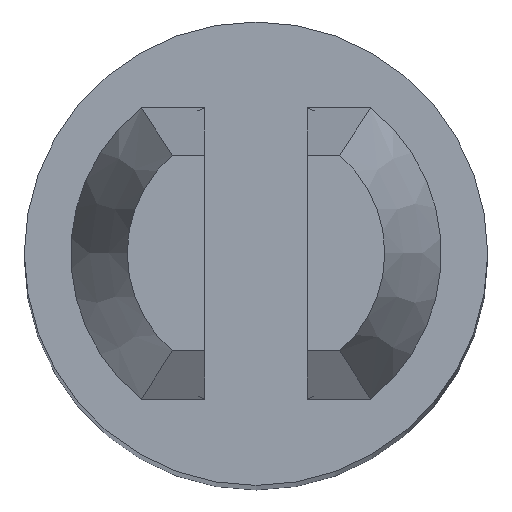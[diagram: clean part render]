
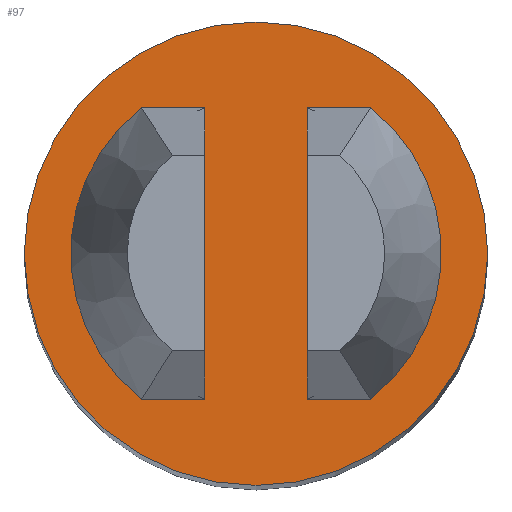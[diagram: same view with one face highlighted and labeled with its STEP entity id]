
A CAD part, top view. The second image highlights one B-rep face of the part: STEP entity #97.
In plain terms, the highlighted planar face has unit normal (0, 0, 1).
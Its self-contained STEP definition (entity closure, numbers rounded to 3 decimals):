
#97 = ADVANCED_FACE( '', ( #191, #192, #193 ), #194, .F. );
#191 = FACE_BOUND( '', #278, .T. );
#192 = FACE_BOUND( '', #279, .T. );
#193 = FACE_OUTER_BOUND( '', #280, .T. );
#194 = PLANE( '', #281 );
#278 = EDGE_LOOP( '', ( #479, #480 ) );
#279 = EDGE_LOOP( '', ( #481, #482 ) );
#280 = EDGE_LOOP( '', ( #483 ) );
#281 = AXIS2_PLACEMENT_3D( '', #484, #485, #486 );
#479 = ORIENTED_EDGE( '', *, *, #516, .T. );
#480 = ORIENTED_EDGE( '', *, *, #552, .T. );
#481 = ORIENTED_EDGE( '', *, *, #543, .T. );
#482 = ORIENTED_EDGE( '', *, *, #535, .F. );
#483 = ORIENTED_EDGE( '', *, *, #559, .F. );
#484 = CARTESIAN_POINT( '', ( -1.5, 0., 12.7 ) );
#485 = DIRECTION( '', ( 0., 0., -1. ) );
#486 = DIRECTION( '', ( -1., 0., 0. ) );
#516 = EDGE_CURVE( '', #616, #614, #617, .T. );
#535 = EDGE_CURVE( '', #639, #641, #642, .T. );
#543 = EDGE_CURVE( '', #639, #641, #652, .T. );
#552 = EDGE_CURVE( '', #614, #616, #662, .T. );
#559 = EDGE_CURVE( '', #669, #669, #670, .T. );
#614 = VERTEX_POINT( '', #776 );
#616 = VERTEX_POINT( '', #779 );
#617 = LINE( '', #780, #781 );
#639 = VERTEX_POINT( '', #814 );
#641 = VERTEX_POINT( '', #817 );
#642 = LINE( '', #818, #819 );
#652 = CIRCLE( '', #833, 1.5 );
#662 = CIRCLE( '', #844, 1.5 );
#669 = VERTEX_POINT( '', #851 );
#670 = CIRCLE( '', #852, 2.25 );
#776 = CARTESIAN_POINT( '', ( 0.5, 1.414, 12.7 ) );
#779 = CARTESIAN_POINT( '', ( 0.5, -1.414, 12.7 ) );
#780 = CARTESIAN_POINT( '', ( 0.5, -2.25, 12.7 ) );
#781 = VECTOR( '', #877, 1000. );
#814 = CARTESIAN_POINT( '', ( -0.5, -1.414, 12.7 ) );
#817 = CARTESIAN_POINT( '', ( -0.5, 1.414, 12.7 ) );
#818 = CARTESIAN_POINT( '', ( -0.5, -2.25, 12.7 ) );
#819 = VECTOR( '', #896, 1000. );
#833 = AXIS2_PLACEMENT_3D( '', #907, #908, #909 );
#844 = AXIS2_PLACEMENT_3D( '', #920, #921, #922 );
#851 = CARTESIAN_POINT( '', ( -2.25, 0., 12.7 ) );
#852 = AXIS2_PLACEMENT_3D( '', #926, #927, #928 );
#877 = DIRECTION( '', ( 0., 1., 0. ) );
#896 = DIRECTION( '', ( 0., 1., 0. ) );
#907 = CARTESIAN_POINT( '', ( 0., 0., 12.7 ) );
#908 = DIRECTION( '', ( 0., 0., -1. ) );
#909 = DIRECTION( '', ( -1., 0., 0. ) );
#920 = CARTESIAN_POINT( '', ( 0., 0., 12.7 ) );
#921 = DIRECTION( '', ( 0., 0., -1. ) );
#922 = DIRECTION( '', ( -1., 0., 0. ) );
#926 = CARTESIAN_POINT( '', ( 0., 0., 12.7 ) );
#927 = DIRECTION( '', ( 0., 0., -1. ) );
#928 = DIRECTION( '', ( -1., 0., 0. ) );
